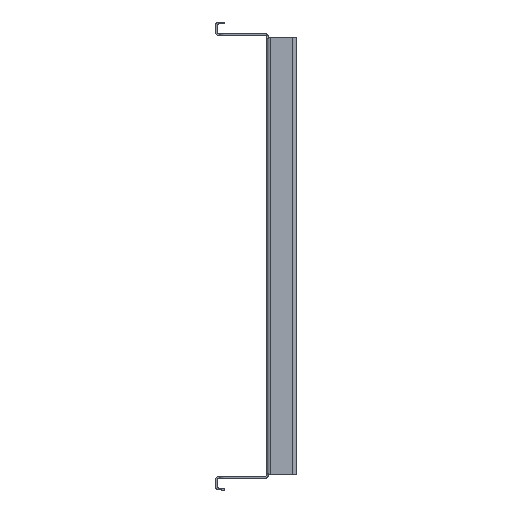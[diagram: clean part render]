
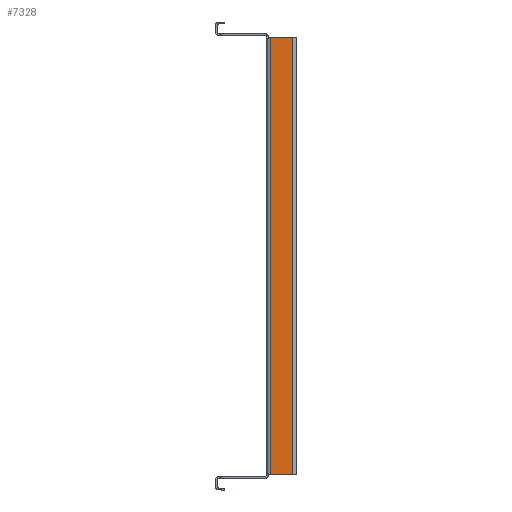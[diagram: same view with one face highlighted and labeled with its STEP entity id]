
A CAD part, left-side view. The second image highlights one B-rep face of the part: STEP entity #7328.
In plain terms, the highlighted planar face has unit normal (-1, 0, 0).
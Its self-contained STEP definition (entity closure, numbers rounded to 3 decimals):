
#49 = CARTESIAN_POINT ( 'NONE',  ( -180., 0., 243. ) ) ;
#415 = DIRECTION ( 'NONE',  ( 0., -1., 0. ) ) ;
#617 = DIRECTION ( 'NONE',  ( 0., 0., 1. ) ) ;
#669 = EDGE_LOOP ( 'NONE', ( #726, #4075, #4694, #2737 ) ) ;
#726 = ORIENTED_EDGE ( 'NONE', *, *, #2295, .T. ) ;
#755 = VECTOR ( 'NONE', #2071, 1000. ) ;
#1127 = VECTOR ( 'NONE', #617, 1000. ) ;
#1980 = VECTOR ( 'NONE', #3457, 1000. ) ;
#2071 = DIRECTION ( 'NONE',  ( 0., 0., -1. ) ) ;
#2089 = FACE_OUTER_BOUND ( 'NONE', #669, .T. ) ;
#2121 = VERTEX_POINT ( 'NONE', #9002 ) ;
#2270 = CARTESIAN_POINT ( 'NONE',  ( -180., -29., -243. ) ) ;
#2295 = EDGE_CURVE ( 'NONE', #10017, #10029, #8776, .T. ) ;
#2318 = EDGE_CURVE ( 'NONE', #3817, #10017, #5249, .T. ) ;
#2737 = ORIENTED_EDGE ( 'NONE', *, *, #2318, .T. ) ;
#2897 = EDGE_CURVE ( 'NONE', #10029, #2121, #8925, .T. ) ;
#2920 = DIRECTION ( 'NONE',  ( -1., 0., 0. ) ) ;
#3457 = DIRECTION ( 'NONE',  ( 0., 1., 0. ) ) ;
#3817 = VERTEX_POINT ( 'NONE', #7778 ) ;
#3913 = VECTOR ( 'NONE', #415, 1000. ) ;
#4075 = ORIENTED_EDGE ( 'NONE', *, *, #2897, .T. ) ;
#4345 = CARTESIAN_POINT ( 'NONE',  ( -180., -4., -243. ) ) ;
#4694 = ORIENTED_EDGE ( 'NONE', *, *, #7135, .T. ) ;
#5249 = LINE ( 'NONE', #7125, #755 ) ;
#5433 = PLANE ( 'NONE',  #9048 ) ;
#6931 = DIRECTION ( 'NONE',  ( 0., -1., 0. ) ) ;
#7044 = CARTESIAN_POINT ( 'NONE',  ( -180., -29., -243. ) ) ;
#7125 = CARTESIAN_POINT ( 'NONE',  ( -180., -4., 0. ) ) ;
#7135 = EDGE_CURVE ( 'NONE', #2121, #3817, #10867, .T. ) ;
#7328 = ADVANCED_FACE ( 'NONE', ( #2089 ), #5433, .T. ) ;
#7778 = CARTESIAN_POINT ( 'NONE',  ( -180., -4., 243. ) ) ;
#8776 = LINE ( 'NONE', #9598, #3913 ) ;
#8925 = LINE ( 'NONE', #2270, #1127 ) ;
#9002 = CARTESIAN_POINT ( 'NONE',  ( -180., -29., 243. ) ) ;
#9048 = AXIS2_PLACEMENT_3D ( 'NONE', #10450, #2920, #6931 ) ;
#9598 = CARTESIAN_POINT ( 'NONE',  ( -180., 0., -243. ) ) ;
#10017 = VERTEX_POINT ( 'NONE', #4345 ) ;
#10029 = VERTEX_POINT ( 'NONE', #7044 ) ;
#10450 = CARTESIAN_POINT ( 'NONE',  ( -180., 0., 0. ) ) ;
#10867 = LINE ( 'NONE', #49, #1980 ) ;
